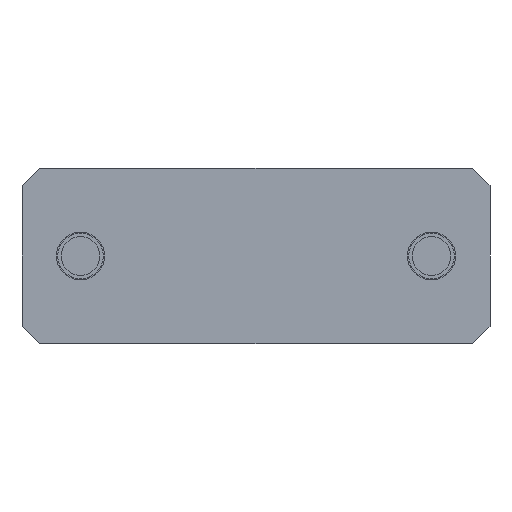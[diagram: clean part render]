
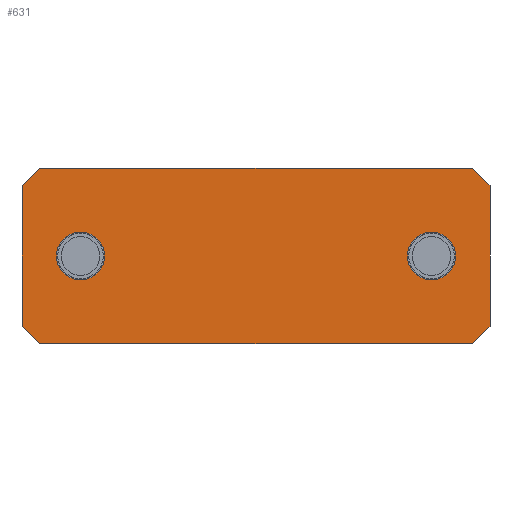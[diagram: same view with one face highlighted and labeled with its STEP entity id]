
A CAD part, front view. The second image highlights one B-rep face of the part: STEP entity #631.
In plain terms, the highlighted planar face has unit normal (0, -1, 0).
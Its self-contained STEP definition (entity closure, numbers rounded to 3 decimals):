
#2 = DIRECTION ( 'NONE',  ( 0., -1., 0. ) ) ;
#52 = CARTESIAN_POINT ( 'NONE',  ( 30., -25., -4.1 ) ) ;
#55 = AXIS2_PLACEMENT_3D ( 'NONE', #483, #246, #923 ) ;
#77 = VECTOR ( 'NONE', #1185, 1000. ) ;
#79 = DIRECTION ( 'NONE',  ( -0.707, 0., 0.707 ) ) ;
#137 = ORIENTED_EDGE ( 'NONE', *, *, #530, .F. ) ;
#147 = LINE ( 'NONE', #276, #696 ) ;
#151 = EDGE_CURVE ( 'NONE', #710, #1124, #625, .T. ) ;
#190 = CARTESIAN_POINT ( 'NONE',  ( -40., -25., -12. ) ) ;
#192 = ORIENTED_EDGE ( 'NONE', *, *, #724, .T. ) ;
#194 = ORIENTED_EDGE ( 'NONE', *, *, #364, .T. ) ;
#199 = CARTESIAN_POINT ( 'NONE',  ( 18.5, -25., 33.5 ) ) ;
#204 = ORIENTED_EDGE ( 'NONE', *, *, #857, .F. ) ;
#226 = VERTEX_POINT ( 'NONE', #362 ) ;
#232 = AXIS2_PLACEMENT_3D ( 'NONE', #1348, #900, #644 ) ;
#246 = DIRECTION ( 'NONE',  ( 0., 1., 0. ) ) ;
#272 = ORIENTED_EDGE ( 'NONE', *, *, #1326, .T. ) ;
#276 = CARTESIAN_POINT ( 'NONE',  ( 0., -25., 15. ) ) ;
#279 = VERTEX_POINT ( 'NONE', #1433 ) ;
#283 = DIRECTION ( 'NONE',  ( 0.707, 0., 0.707 ) ) ;
#318 = VERTEX_POINT ( 'NONE', #411 ) ;
#340 = FACE_OUTER_BOUND ( 'NONE', #1045, .T. ) ;
#362 = CARTESIAN_POINT ( 'NONE',  ( -30., -25., 4.1 ) ) ;
#364 = EDGE_CURVE ( 'NONE', #1396, #891, #147, .T. ) ;
#411 = CARTESIAN_POINT ( 'NONE',  ( -40., -25., 12. ) ) ;
#458 = LINE ( 'NONE', #690, #594 ) ;
#464 = CARTESIAN_POINT ( 'NONE',  ( -30., -25., -4.1 ) ) ;
#467 = ORIENTED_EDGE ( 'NONE', *, *, #497, .T. ) ;
#476 = VECTOR ( 'NONE', #79, 1000. ) ;
#483 = CARTESIAN_POINT ( 'NONE',  ( 30., -25., 0. ) ) ;
#497 = EDGE_CURVE ( 'NONE', #1347, #1396, #782, .T. ) ;
#501 = CARTESIAN_POINT ( 'NONE',  ( -37., -25., -15. ) ) ;
#521 = CARTESIAN_POINT ( 'NONE',  ( 33.5, -25., -18.5 ) ) ;
#530 = EDGE_CURVE ( 'NONE', #279, #718, #1055, .T. ) ;
#553 = AXIS2_PLACEMENT_3D ( 'NONE', #692, #1405, #1087 ) ;
#577 = CIRCLE ( 'NONE', #232, 4.1 ) ;
#578 = EDGE_CURVE ( 'NONE', #226, #1019, #698, .T. ) ;
#594 = VECTOR ( 'NONE', #1054, 1000. ) ;
#616 = DIRECTION ( 'NONE',  ( -1., 0., 0. ) ) ;
#617 = EDGE_LOOP ( 'NONE', ( #697, #272 ) ) ;
#625 = CIRCLE ( 'NONE', #55, 4.1 ) ;
#630 = CARTESIAN_POINT ( 'NONE',  ( -40., -25., 15. ) ) ;
#631 = ADVANCED_FACE ( 'NONE', ( #921, #340, #806 ), #1159, .T. ) ;
#644 = DIRECTION ( 'NONE',  ( 0., 0., 1. ) ) ;
#651 = ORIENTED_EDGE ( 'NONE', *, *, #1060, .T. ) ;
#662 = EDGE_LOOP ( 'NONE', ( #738, #204 ) ) ;
#663 = CARTESIAN_POINT ( 'NONE',  ( 37., -25., 15. ) ) ;
#676 = EDGE_CURVE ( 'NONE', #279, #1467, #1073, .T. ) ;
#690 = CARTESIAN_POINT ( 'NONE',  ( -33.5, -25., -18.5 ) ) ;
#692 = CARTESIAN_POINT ( 'NONE',  ( 0., -25., 15. ) ) ;
#696 = VECTOR ( 'NONE', #616, 1000. ) ;
#697 = ORIENTED_EDGE ( 'NONE', *, *, #151, .T. ) ;
#698 = CIRCLE ( 'NONE', #1035, 4.1 ) ;
#710 = VERTEX_POINT ( 'NONE', #744 ) ;
#718 = VERTEX_POINT ( 'NONE', #501 ) ;
#722 = LINE ( 'NONE', #630, #77 ) ;
#724 = EDGE_CURVE ( 'NONE', #318, #787, #722, .T. ) ;
#738 = ORIENTED_EDGE ( 'NONE', *, *, #578, .F. ) ;
#739 = CARTESIAN_POINT ( 'NONE',  ( 30., -25., 0. ) ) ;
#743 = VECTOR ( 'NONE', #283, 1000. ) ;
#744 = CARTESIAN_POINT ( 'NONE',  ( 30., -25., 4.1 ) ) ;
#782 = LINE ( 'NONE', #199, #476 ) ;
#787 = VERTEX_POINT ( 'NONE', #190 ) ;
#806 = FACE_BOUND ( 'NONE', #662, .T. ) ;
#857 = EDGE_CURVE ( 'NONE', #1019, #226, #577, .T. ) ;
#891 = VERTEX_POINT ( 'NONE', #1334 ) ;
#900 = DIRECTION ( 'NONE',  ( 0., -1., 0. ) ) ;
#921 = FACE_BOUND ( 'NONE', #617, .T. ) ;
#923 = DIRECTION ( 'NONE',  ( 0., 0., 1. ) ) ;
#943 = CARTESIAN_POINT ( 'NONE',  ( -30., -25., 0. ) ) ;
#965 = ORIENTED_EDGE ( 'NONE', *, *, #1259, .F. ) ;
#978 = VECTOR ( 'NONE', #1476, 1000. ) ;
#988 = VECTOR ( 'NONE', #1332, 1000. ) ;
#1019 = VERTEX_POINT ( 'NONE', #464 ) ;
#1021 = CARTESIAN_POINT ( 'NONE',  ( 40., -25., 15. ) ) ;
#1033 = VECTOR ( 'NONE', #1048, 1000. ) ;
#1035 = AXIS2_PLACEMENT_3D ( 'NONE', #943, #2, #1167 ) ;
#1045 = EDGE_LOOP ( 'NONE', ( #192, #1354, #137, #1213, #965, #467, #194, #651 ) ) ;
#1048 = DIRECTION ( 'NONE',  ( -1., 0., 0. ) ) ;
#1054 = DIRECTION ( 'NONE',  ( 0.707, 0., -0.707 ) ) ;
#1055 = LINE ( 'NONE', #1258, #1033 ) ;
#1060 = EDGE_CURVE ( 'NONE', #891, #318, #1411, .T. ) ;
#1073 = LINE ( 'NONE', #521, #743 ) ;
#1087 = DIRECTION ( 'NONE',  ( 1., 0., 0. ) ) ;
#1100 = CARTESIAN_POINT ( 'NONE',  ( 40., -25., 12. ) ) ;
#1124 = VERTEX_POINT ( 'NONE', #52 ) ;
#1135 = LINE ( 'NONE', #1021, #978 ) ;
#1159 = PLANE ( 'NONE',  #553 ) ;
#1167 = DIRECTION ( 'NONE',  ( 0., 0., 1. ) ) ;
#1171 = CIRCLE ( 'NONE', #1456, 4.1 ) ;
#1185 = DIRECTION ( 'NONE',  ( 0., 0., -1. ) ) ;
#1213 = ORIENTED_EDGE ( 'NONE', *, *, #676, .T. ) ;
#1258 = CARTESIAN_POINT ( 'NONE',  ( 0., -25., -15. ) ) ;
#1259 = EDGE_CURVE ( 'NONE', #1347, #1467, #1135, .T. ) ;
#1304 = CARTESIAN_POINT ( 'NONE',  ( -18.5, -25., 33.5 ) ) ;
#1326 = EDGE_CURVE ( 'NONE', #1124, #710, #1171, .T. ) ;
#1332 = DIRECTION ( 'NONE',  ( -0.707, 0., -0.707 ) ) ;
#1334 = CARTESIAN_POINT ( 'NONE',  ( -37., -25., 15. ) ) ;
#1347 = VERTEX_POINT ( 'NONE', #1100 ) ;
#1348 = CARTESIAN_POINT ( 'NONE',  ( -30., -25., 0. ) ) ;
#1354 = ORIENTED_EDGE ( 'NONE', *, *, #1478, .T. ) ;
#1396 = VERTEX_POINT ( 'NONE', #663 ) ;
#1405 = DIRECTION ( 'NONE',  ( 0., -1., 0. ) ) ;
#1411 = LINE ( 'NONE', #1304, #988 ) ;
#1433 = CARTESIAN_POINT ( 'NONE',  ( 37., -25., -15. ) ) ;
#1436 = DIRECTION ( 'NONE',  ( 0., 0., 1. ) ) ;
#1445 = DIRECTION ( 'NONE',  ( 0., 1., 0. ) ) ;
#1453 = CARTESIAN_POINT ( 'NONE',  ( 40., -25., -12. ) ) ;
#1456 = AXIS2_PLACEMENT_3D ( 'NONE', #739, #1445, #1436 ) ;
#1467 = VERTEX_POINT ( 'NONE', #1453 ) ;
#1476 = DIRECTION ( 'NONE',  ( 0., 0., -1. ) ) ;
#1478 = EDGE_CURVE ( 'NONE', #787, #718, #458, .T. ) ;
